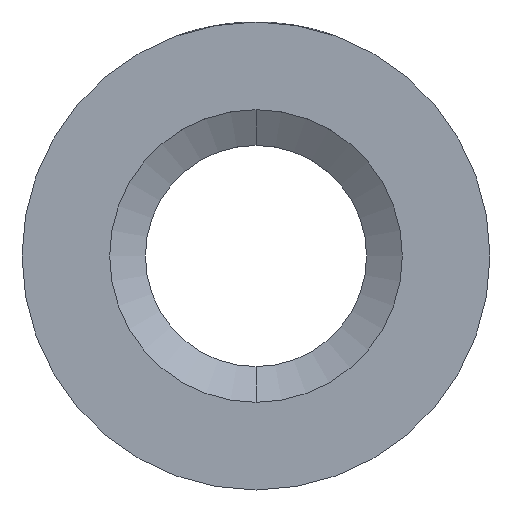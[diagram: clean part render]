
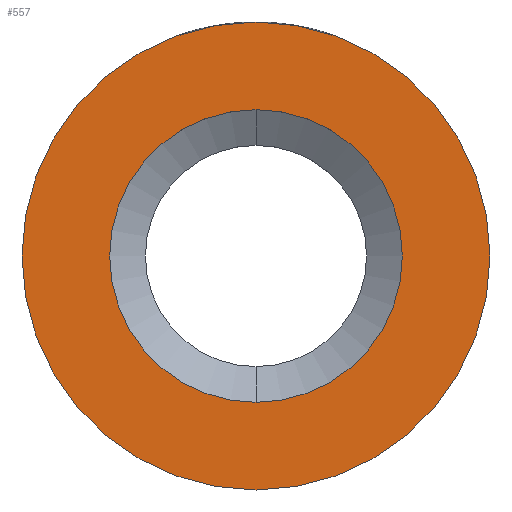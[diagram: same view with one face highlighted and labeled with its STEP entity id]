
A CAD part, front view. The second image highlights one B-rep face of the part: STEP entity #557.
In plain terms, the highlighted planar face has unit normal (0, -1, 0).
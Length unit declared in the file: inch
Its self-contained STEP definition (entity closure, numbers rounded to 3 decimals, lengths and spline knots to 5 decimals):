
#3 = AXIS2_PLACEMENT_3D ( 'NONE', #698, #585, #588 ) ;
#30 = ORIENTED_EDGE ( 'NONE', *, *, #220, .F. ) ;
#59 = CIRCLE ( 'NONE', #628, 0.24985 ) ;
#92 = VERTEX_POINT ( 'NONE', #341 ) ;
#162 = CIRCLE ( 'NONE', #773, 0.15625 ) ;
#173 = FACE_BOUND ( 'NONE', #562, .T. ) ;
#192 = CIRCLE ( 'NONE', #3, 0.24985 ) ;
#204 = CIRCLE ( 'NONE', #635, 0.15625 ) ;
#220 = EDGE_CURVE ( 'NONE', #672, #445, #59, .T. ) ;
#285 = FACE_OUTER_BOUND ( 'NONE', #356, .T. ) ;
#304 = EDGE_CURVE ( 'NONE', #686, #92, #204, .T. ) ;
#306 = CARTESIAN_POINT ( 'NONE',  ( 0., 0., -0.15625 ) ) ;
#311 = CARTESIAN_POINT ( 'NONE',  ( 0., 0., -0.24985 ) ) ;
#340 = CARTESIAN_POINT ( 'NONE',  ( 0., 0., 0.24985 ) ) ;
#341 = CARTESIAN_POINT ( 'NONE',  ( 0., 0., 0.15625 ) ) ;
#353 = DIRECTION ( 'NONE',  ( 0., 0., 1. ) ) ;
#354 = DIRECTION ( 'NONE',  ( 0., 1., 0. ) ) ;
#356 = EDGE_LOOP ( 'NONE', ( #30, #769 ) ) ;
#360 = DIRECTION ( 'NONE',  ( 0., 0., -1. ) ) ;
#364 = EDGE_CURVE ( 'NONE', #445, #672, #192, .T. ) ;
#366 = DIRECTION ( 'NONE',  ( 0., -1., 0. ) ) ;
#367 = ORIENTED_EDGE ( 'NONE', *, *, #548, .F. ) ;
#368 = CARTESIAN_POINT ( 'NONE',  ( 0., 0., 0. ) ) ;
#373 = CARTESIAN_POINT ( 'NONE',  ( 0., 0., 0. ) ) ;
#375 = CARTESIAN_POINT ( 'NONE',  ( 0., 0., 0. ) ) ;
#377 = PLANE ( 'NONE',  #615 ) ;
#428 = DIRECTION ( 'NONE',  ( 0., -1., 0. ) ) ;
#445 = VERTEX_POINT ( 'NONE', #340 ) ;
#451 = DIRECTION ( 'NONE',  ( 0., 0., -1. ) ) ;
#485 = DIRECTION ( 'NONE',  ( 0., 0., 1. ) ) ;
#548 = EDGE_CURVE ( 'NONE', #92, #686, #162, .T. ) ;
#557 = ADVANCED_FACE ( 'NONE', ( #173, #285 ), #377, .F. ) ;
#562 = EDGE_LOOP ( 'NONE', ( #732, #367 ) ) ;
#585 = DIRECTION ( 'NONE',  ( 0., 1., 0. ) ) ;
#588 = DIRECTION ( 'NONE',  ( 0., 0., 1. ) ) ;
#615 = AXIS2_PLACEMENT_3D ( 'NONE', #373, #354, #353 ) ;
#628 = AXIS2_PLACEMENT_3D ( 'NONE', #375, #754, #485 ) ;
#635 = AXIS2_PLACEMENT_3D ( 'NONE', #645, #428, #451 ) ;
#645 = CARTESIAN_POINT ( 'NONE',  ( 0., 0., 0. ) ) ;
#672 = VERTEX_POINT ( 'NONE', #311 ) ;
#686 = VERTEX_POINT ( 'NONE', #306 ) ;
#698 = CARTESIAN_POINT ( 'NONE',  ( 0., 0., 0. ) ) ;
#732 = ORIENTED_EDGE ( 'NONE', *, *, #304, .F. ) ;
#754 = DIRECTION ( 'NONE',  ( 0., 1., 0. ) ) ;
#769 = ORIENTED_EDGE ( 'NONE', *, *, #364, .F. ) ;
#773 = AXIS2_PLACEMENT_3D ( 'NONE', #368, #366, #360 ) ;
